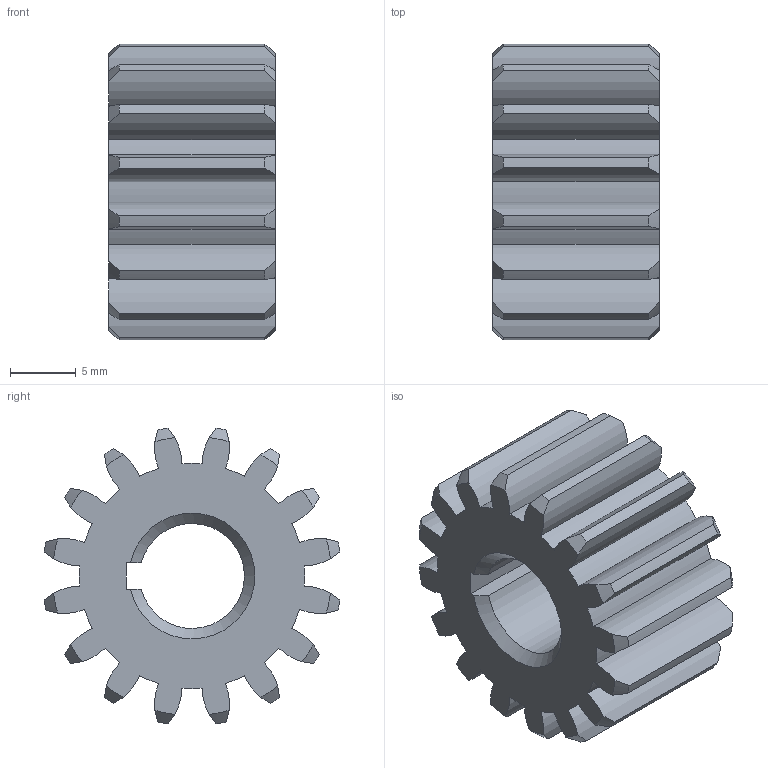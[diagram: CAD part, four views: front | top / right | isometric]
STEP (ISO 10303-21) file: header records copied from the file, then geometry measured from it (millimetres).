
FILE_DESCRIPTION (( 'STEP AP214' ), '1' );
FILE_NAME ('am-4075 16T 20DP 8mm Key CIM Gear.STEP', '2019-10-21T17:25:08', ( '' ), ( '' ), 'SwSTEP 2.0', 'SolidWorks 2019', '' );
FILE_SCHEMA (( 'AUTOMOTIVE_DESIGN' ));
Length unit declared in the file: inch
Products named in the file (1): am-4075 16T 20DP 8mm Key CIM Gear
Bounding box: 12.7 x 22.57 x 22.57 mm (x, y, z)
Volume: 3224.4 mm3; surface area: 2508.1 mm2
Topology: 1 solids, 1 shells, 104 faces, 306 edges, 204 vertices
Faces by surface type: cylinder 65, cone 34, plane 5
Entity records: 3666 total; most frequent: CARTESIAN_POINT 819, ORIENTED_EDGE 612, DIRECTION 612, EDGE_CURVE 306, AXIS2_PLACEMENT_3D 269, VERTEX_POINT 204, CIRCLE 164, EDGE_LOOP 106
